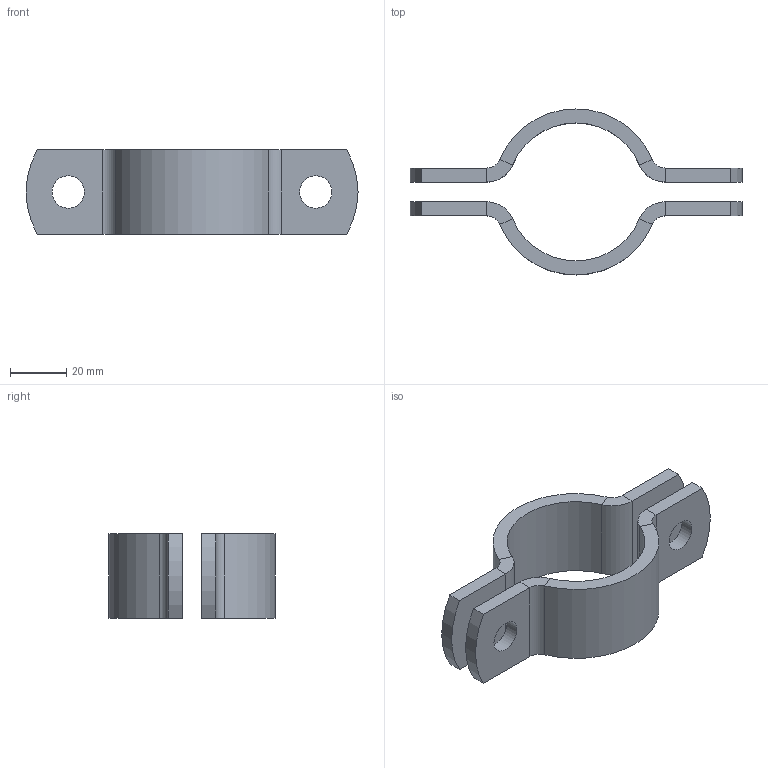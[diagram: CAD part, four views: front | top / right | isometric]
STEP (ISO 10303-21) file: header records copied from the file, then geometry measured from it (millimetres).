
FILE_DESCRIPTION((''),'2;1');
FILE_NAME('115837.stp','2011-05-10T13:18:52',('DMK009'),(''),'Autodesk Inventor 2012','Autodesk Inventor 2012','');
FILE_SCHEMA(('AUTOMOTIVE_DESIGN { 1 0 10303 214 1 1 1 1 }'));
Length unit declared in the file: millimetre
Products named in the file (1): 115837
Bounding box: 118 x 59 x 30 mm (x, y, z)
Volume: 37685.3 mm3; surface area: 18967.1 mm2
Topology: 2 solids, 2 shells, 48 faces, 104 edges, 60 vertices
Faces by surface type: plane 28, cylinder 20
Full cylindrical faces by diameter (mm): 11.5 x4
Entity records: 1272 total; most frequent: DIRECTION 234, CARTESIAN_POINT 201, ORIENTED_EDGE 192, EDGE_CURVE 96, AXIS2_PLACEMENT_3D 89, EDGE_LOOP 60, VERTEX_POINT 56, VECTOR 56
